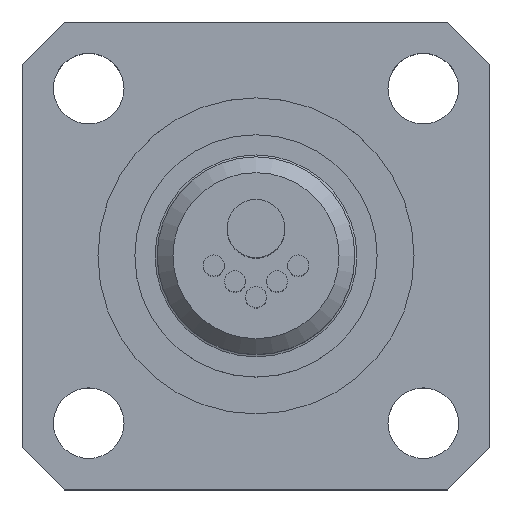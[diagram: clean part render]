
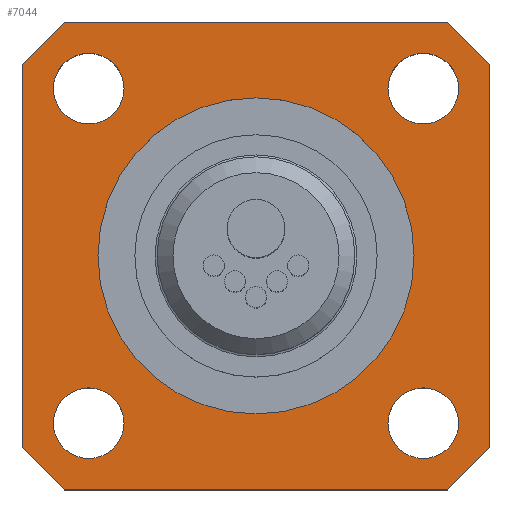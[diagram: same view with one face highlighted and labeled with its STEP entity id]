
A CAD part, top view. The second image highlights one B-rep face of the part: STEP entity #7044.
In plain terms, the highlighted planar face has unit normal (0, 0, 1).
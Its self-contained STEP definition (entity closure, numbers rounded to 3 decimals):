
#157=CIRCLE($,#7382,15.);
#158=CIRCLE($,#7383,3.35);
#159=CIRCLE($,#7384,3.35);
#160=CIRCLE($,#7385,3.35);
#161=CIRCLE($,#7386,3.35);
#539=FACE_OUTER_BOUND($,#2403,.T.);
#1265=LINE($,#12951,#1810);
#1271=LINE($,#12962,#1816);
#1278=LINE($,#12988,#1823);
#1281=LINE($,#12993,#1826);
#1283=LINE($,#12997,#1828);
#1284=LINE($,#12999,#1829);
#1285=LINE($,#13000,#1830);
#1286=LINE($,#13001,#1831);
#1810=VECTOR($,#8516,5.657);
#1816=VECTOR($,#8524,36.4);
#1823=VECTOR($,#8545,5.657);
#1826=VECTOR($,#8550,36.4);
#1828=VECTOR($,#8554,5.657);
#1829=VECTOR($,#8555,36.4);
#1830=VECTOR($,#8556,5.657);
#1831=VECTOR($,#8557,36.4);
#1918=FACE_BOUND($,#2404,.T.);
#1919=FACE_BOUND($,#2405,.T.);
#1920=FACE_BOUND($,#2406,.T.);
#1921=FACE_BOUND($,#2407,.T.);
#1922=FACE_BOUND($,#2408,.T.);
#2403=EDGE_LOOP($,(#6203,#6204,#6205,#6206,#6207,#6208,#6209,#6210));
#2404=EDGE_LOOP($,(#6211));
#2405=EDGE_LOOP($,(#6212));
#2406=EDGE_LOOP($,(#6213));
#2407=EDGE_LOOP($,(#6214));
#2408=EDGE_LOOP($,(#6215));
#3437=VERTEX_POINT($,#12949);
#3438=VERTEX_POINT($,#12950);
#3442=VERTEX_POINT($,#12960);
#3453=VERTEX_POINT($,#12986);
#3454=VERTEX_POINT($,#12987);
#3455=VERTEX_POINT($,#12992);
#3456=VERTEX_POINT($,#12996);
#3457=VERTEX_POINT($,#12998);
#3458=VERTEX_POINT($,#13002);
#3459=VERTEX_POINT($,#13004);
#3460=VERTEX_POINT($,#13006);
#3461=VERTEX_POINT($,#13008);
#3462=VERTEX_POINT($,#13010);
#4380=EDGE_CURVE($,#3437,#3438,#1265,.T.);
#4386=EDGE_CURVE($,#3442,#3437,#1271,.T.);
#4398=EDGE_CURVE($,#3453,#3454,#1278,.T.);
#4401=EDGE_CURVE($,#3454,#3455,#1281,.T.);
#4403=EDGE_CURVE($,#3456,#3442,#1283,.T.);
#4404=EDGE_CURVE($,#3457,#3456,#1284,.T.);
#4405=EDGE_CURVE($,#3455,#3457,#1285,.T.);
#4406=EDGE_CURVE($,#3438,#3453,#1286,.T.);
#4407=EDGE_CURVE($,#3458,#3458,#157,.T.);
#4408=EDGE_CURVE($,#3459,#3459,#158,.T.);
#4409=EDGE_CURVE($,#3460,#3460,#159,.T.);
#4410=EDGE_CURVE($,#3461,#3461,#160,.T.);
#4411=EDGE_CURVE($,#3462,#3462,#161,.T.);
#6203=ORIENTED_EDGE($,*,*,#4380,.F.);
#6204=ORIENTED_EDGE($,*,*,#4386,.F.);
#6205=ORIENTED_EDGE($,*,*,#4403,.F.);
#6206=ORIENTED_EDGE($,*,*,#4404,.F.);
#6207=ORIENTED_EDGE($,*,*,#4405,.F.);
#6208=ORIENTED_EDGE($,*,*,#4401,.F.);
#6209=ORIENTED_EDGE($,*,*,#4398,.F.);
#6210=ORIENTED_EDGE($,*,*,#4406,.F.);
#6211=ORIENTED_EDGE($,*,*,#4407,.T.);
#6212=ORIENTED_EDGE($,*,*,#4408,.T.);
#6213=ORIENTED_EDGE($,*,*,#4409,.T.);
#6214=ORIENTED_EDGE($,*,*,#4410,.T.);
#6215=ORIENTED_EDGE($,*,*,#4411,.T.);
#6551=PLANE($,#7381);
#7044=ADVANCED_FACE($,(#539,#1918,#1919,#1920,#1921,#1922),#6551,.T.);
#7381=AXIS2_PLACEMENT_3D($,#12995,#8552,#8553);
#7382=AXIS2_PLACEMENT_3D($,#13003,#8558,#8559);
#7383=AXIS2_PLACEMENT_3D($,#13005,#8560,#8561);
#7384=AXIS2_PLACEMENT_3D($,#13007,#8562,#8563);
#7385=AXIS2_PLACEMENT_3D($,#13009,#8564,#8565);
#7386=AXIS2_PLACEMENT_3D($,#13011,#8566,#8567);
#8516=DIRECTION($,(0.707,0.707,0.));
#8524=DIRECTION($,(0.,1.,0.));
#8545=DIRECTION($,(0.707,-0.707,0.));
#8550=DIRECTION($,(0.,-1.,0.));
#8552=DIRECTION('center_axis',(0.,0.,
1.));
#8553=DIRECTION('ref_axis',(1.,0.,0.));
#8554=DIRECTION($,(-0.707,0.707,0.));
#8555=DIRECTION($,(-1.,0.,0.));
#8556=DIRECTION($,(-0.707,-0.707,0.));
#8557=DIRECTION($,(1.,0.,0.));
#8558=DIRECTION('center_axis',(0.,0.,
-1.));
#8559=DIRECTION('ref_axis',(-1.,0.,0.));
#8560=DIRECTION('center_axis',(0.,0.,
-1.));
#8561=DIRECTION('ref_axis',(-1.,0.,0.));
#8562=DIRECTION('center_axis',(0.,0.,
-1.));
#8563=DIRECTION('ref_axis',(0.,-1.,0.));
#8564=DIRECTION('center_axis',(0.,0.,
-1.));
#8565=DIRECTION('ref_axis',(1.,0.,0.));
#8566=DIRECTION('center_axis',(0.,0.,
-1.));
#8567=DIRECTION('ref_axis',(0.,1.,0.));
#12949=CARTESIAN_POINT('',(-22.2,18.2,28.5));
#12950=CARTESIAN_POINT('',(-18.2,22.2,28.5));
#12951=CARTESIAN_POINT($,(-20.2,20.2,28.5));
#12960=CARTESIAN_POINT('',(-22.2,-18.2,28.5));
#12962=CARTESIAN_POINT($,(-22.2,-22.2,28.5));
#12986=CARTESIAN_POINT('',(18.2,22.2,28.5));
#12987=CARTESIAN_POINT('',(22.2,18.2,28.5));
#12988=CARTESIAN_POINT($,(20.2,20.2,28.5));
#12992=CARTESIAN_POINT('',(22.2,-18.2,28.5));
#12993=CARTESIAN_POINT($,(22.2,22.2,28.5));
#12995=CARTESIAN_POINT('Origin',(0.,0.,28.5));
#12996=CARTESIAN_POINT('',(-18.2,-22.2,28.5));
#12997=CARTESIAN_POINT($,(-20.2,-20.2,28.5));
#12998=CARTESIAN_POINT('',(18.2,-22.2,28.5));
#12999=CARTESIAN_POINT($,(22.2,-22.2,28.5));
#13000=CARTESIAN_POINT($,(20.2,-20.2,28.5));
#13001=CARTESIAN_POINT($,(-22.2,22.2,28.5));
#13002=CARTESIAN_POINT('',(15.,0.,28.5));
#13003=CARTESIAN_POINT('Origin',(0.,0.,
28.5));
#13004=CARTESIAN_POINT('',(-12.525,15.875,28.5));
#13005=CARTESIAN_POINT('Origin',(-15.875,15.875,28.5));
#13006=CARTESIAN_POINT('',(-15.875,-12.525,28.5));
#13007=CARTESIAN_POINT('Origin',(-15.875,-15.875,28.5));
#13008=CARTESIAN_POINT('',(12.525,-15.875,28.5));
#13009=CARTESIAN_POINT('Origin',(15.875,-15.875,28.5));
#13010=CARTESIAN_POINT('',(15.875,12.525,28.5));
#13011=CARTESIAN_POINT('Origin',(15.875,15.875,28.5));
